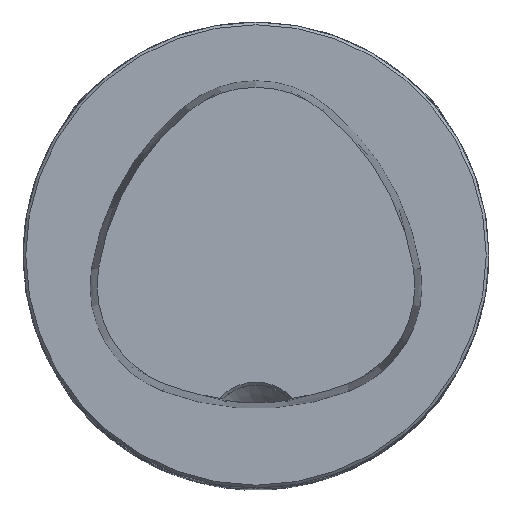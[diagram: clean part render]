
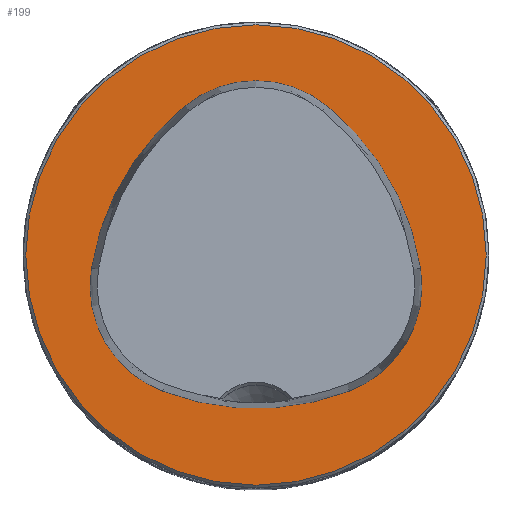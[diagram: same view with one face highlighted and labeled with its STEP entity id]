
A CAD part, top view. The second image highlights one B-rep face of the part: STEP entity #199.
In plain terms, the highlighted planar face has unit normal (0, 0, 1).
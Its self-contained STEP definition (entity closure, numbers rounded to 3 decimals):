
#117=FACE_BOUND('',#355,.T.);
#118=FACE_BOUND('',#356,.T.);
#199=ADVANCED_FACE('CU_FL_N1_SU_1',(#117,#118),#251,.T.);
#251=PLANE('',#1318);
#355=EDGE_LOOP('',(#643,#644,#645,#646,#647,#648));
#356=EDGE_LOOP('',(#649));
#425=CIRCLE('',#1309,28.075);
#427=CIRCLE('',#1312,28.075);
#428=CIRCLE('',#1313,12.075);
#429=CIRCLE('',#1314,28.075);
#430=CIRCLE('',#1315,12.075);
#431=CIRCLE('',#1316,12.075);
#432=CIRCLE('',#1317,24.7);
#643=ORIENTED_EDGE('',*,*,#1040,.F.);
#644=ORIENTED_EDGE('',*,*,#1041,.F.);
#645=ORIENTED_EDGE('',*,*,#1042,.F.);
#646=ORIENTED_EDGE('',*,*,#1043,.F.);
#647=ORIENTED_EDGE('',*,*,#1037,.F.);
#648=ORIENTED_EDGE('',*,*,#1044,.F.);
#649=ORIENTED_EDGE('',*,*,#1045,.T.);
#907=VERTEX_POINT('',#2339);
#908=VERTEX_POINT('',#2341);
#910=VERTEX_POINT('',#2347);
#911=VERTEX_POINT('',#2348);
#912=VERTEX_POINT('',#2350);
#913=VERTEX_POINT('',#2352);
#914=VERTEX_POINT('',#2356);
#1037=EDGE_CURVE('',#907,#908,#425,.T.);
#1040=EDGE_CURVE('',#910,#911,#427,.T.);
#1041=EDGE_CURVE('',#912,#910,#428,.T.);
#1042=EDGE_CURVE('',#913,#912,#429,.T.);
#1043=EDGE_CURVE('',#908,#913,#430,.T.);
#1044=EDGE_CURVE('',#911,#907,#431,.T.);
#1045=EDGE_CURVE('',#914,#914,#432,.T.);
#1309=AXIS2_PLACEMENT_3D('',#2340,#1535,#1536);
#1312=AXIS2_PLACEMENT_3D('',#2346,#1542,#1543);
#1313=AXIS2_PLACEMENT_3D('',#2349,#1544,#1545);
#1314=AXIS2_PLACEMENT_3D('',#2351,#1546,#1547);
#1315=AXIS2_PLACEMENT_3D('',#2353,#1548,#1549);
#1316=AXIS2_PLACEMENT_3D('',#2354,#1550,#1551);
#1317=AXIS2_PLACEMENT_3D('',#2355,#1552,#1553);
#1318=AXIS2_PLACEMENT_3D('',#2357,#1554,#1555);
#1535=DIRECTION('',(0.,0.,1.));
#1536=DIRECTION('',(1.,0.,0.));
#1542=DIRECTION('',(0.,0.,1.));
#1543=DIRECTION('',(1.,0.,0.));
#1544=DIRECTION('',(0.,0.,1.));
#1545=DIRECTION('',(1.,0.,0.));
#1546=DIRECTION('',(0.,0.,1.));
#1547=DIRECTION('',(1.,0.,0.));
#1548=DIRECTION('',(0.,0.,1.));
#1549=DIRECTION('',(1.,0.,0.));
#1550=DIRECTION('',(0.,0.,1.));
#1551=DIRECTION('',(1.,0.,0.));
#1552=DIRECTION('',(0.,0.,1.));
#1553=DIRECTION('',(1.,0.,0.));
#1554=DIRECTION('',(0.,0.,1.));
#1555=DIRECTION('',(1.,0.,0.));
#2339=CARTESIAN_POINT('',(-10.05,-14.595,0.));
#2340=CARTESIAN_POINT('',(0.,11.62,0.));
#2341=CARTESIAN_POINT('',(10.05,-14.595,0.));
#2346=CARTESIAN_POINT('',(10.078,-5.807,0.));
#2347=CARTESIAN_POINT('',(-7.606,15.999,0.));
#2348=CARTESIAN_POINT('',(-17.656,-1.443,0.));
#2349=CARTESIAN_POINT('',(0.,6.62,0.));
#2350=CARTESIAN_POINT('',(7.606,15.999,0.));
#2351=CARTESIAN_POINT('',(-10.078,-5.807,0.));
#2352=CARTESIAN_POINT('',(17.656,-1.443,0.));
#2353=CARTESIAN_POINT('',(5.727,-3.32,0.));
#2354=CARTESIAN_POINT('',(-5.727,-3.32,0.));
#2355=CARTESIAN_POINT('',(0.,0.,0.));
#2356=CARTESIAN_POINT('',(24.7,0.,0.));
#2357=CARTESIAN_POINT('',(0.,0.,0.));
